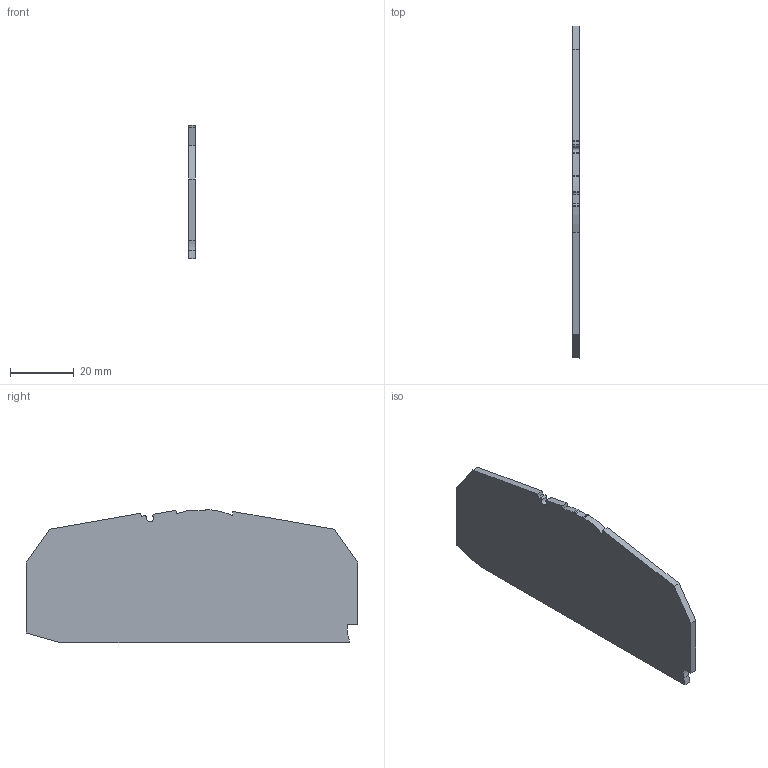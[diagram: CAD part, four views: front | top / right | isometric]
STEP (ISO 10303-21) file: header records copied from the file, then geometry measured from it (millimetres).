
FILE_DESCRIPTION(('Creo Elements/Direct Modeling STEP Export'),'2;1');
FILE_NAME('model.stp','2024-02-29T14:54:03',(''),(''),'Creo Elements/Direct Modeling STEP processor for AP214 (Solid Model)','Creo Elements/Direct Modeling 20.1D 10-Oct-2020 (C) Parametric Technology GmbH','');
FILE_SCHEMA(('AUTOMOTIVE_DESIGN { 1 0 10303 214 1 1 1 1 }'));
Length unit declared in the file: millimetre
Products named in the file (2): D_XTVMEA_6-SELECT
Assembly tree (1 placements, depth 2):
  D_XTVMEA_6-SELECT
    D_XTVMEA_6-SELECT
Bounding box: 2.2 x 104.4 x 41.86 mm (x, y, z)
Volume: 8624 mm3; surface area: 8446.5 mm2
Topology: 1 solids, 1 shells, 28 faces, 78 edges, 52 vertices
Faces by surface type: plane 17, cylinder 11
Entity records: 1173 total; most frequent: CARTESIAN_POINT 160, DIRECTION 160, ORIENTED_EDGE 156, EDGE_CURVE 78, VECTOR 56, LINE 56, AXIS2_PLACEMENT_3D 52, VERTEX_POINT 52
